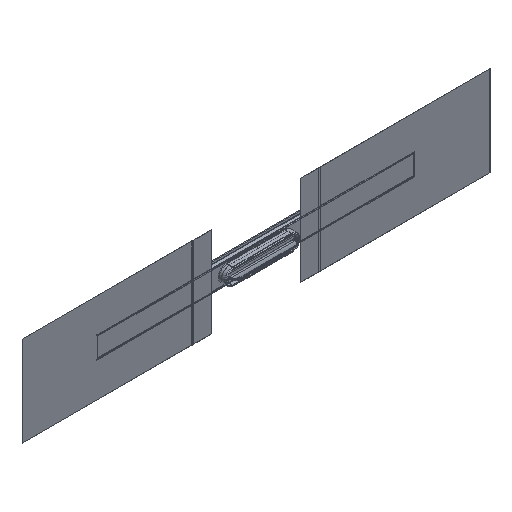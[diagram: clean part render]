
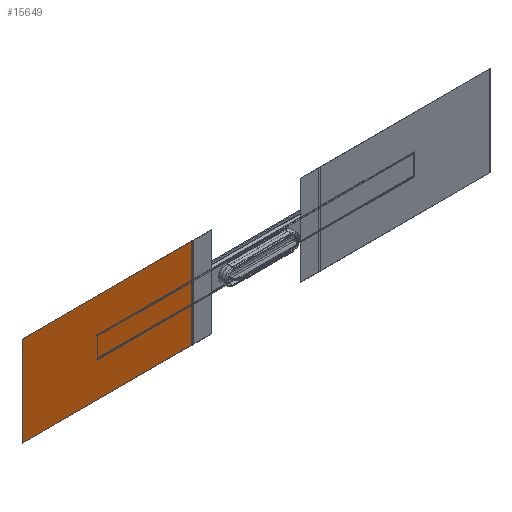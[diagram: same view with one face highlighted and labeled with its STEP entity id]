
A CAD part, isometric view. The second image highlights one B-rep face of the part: STEP entity #15649.
In plain terms, the highlighted planar face has unit normal (0, -1, 0).
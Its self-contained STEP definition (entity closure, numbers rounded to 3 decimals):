
#15610=CARTESIAN_POINT('Axis2P3D Location',(0.,0.,0.)) ;
#15615=CARTESIAN_POINT('Line Origine',(-55.,0.,0.)) ;
#15619=CARTESIAN_POINT('Vertex',(-55.,0.,126.535)) ;
#15621=CARTESIAN_POINT('Vertex',(-55.,0.,-126.535)) ;
#15624=CARTESIAN_POINT('Line Origine',(-293.5,0.,126.535)) ;
#15628=CARTESIAN_POINT('Vertex',(-532.,0.,126.535)) ;
#15631=CARTESIAN_POINT('Line Origine',(-532.,0.,0.)) ;
#15635=CARTESIAN_POINT('Vertex',(-532.,0.,-126.535)) ;
#15638=CARTESIAN_POINT('Line Origine',(-293.5,0.,-126.535)) ;
#15617=VECTOR('Line Direction',#15616,1.) ;
#15626=VECTOR('Line Direction',#15625,1.) ;
#15633=VECTOR('Line Direction',#15632,1.) ;
#15640=VECTOR('Line Direction',#15639,1.) ;
#15611=DIRECTION('Axis2P3D Direction',(-0.,1.,0.)) ;
#15612=DIRECTION('Axis2P3D XDirection',(1.,0.,0.)) ;
#15616=DIRECTION('Vector Direction',(0.,0.,-1.)) ;
#15625=DIRECTION('Vector Direction',(1.,0.,0.)) ;
#15632=DIRECTION('Vector Direction',(0.,0.,1.)) ;
#15639=DIRECTION('Vector Direction',(-1.,0.,0.)) ;
#15613=AXIS2_PLACEMENT_3D('Plane Axis2P3D',#15610,#15611,#15612) ;
#15618=LINE('Line',#15615,#15617) ;
#15627=LINE('Line',#15624,#15626) ;
#15634=LINE('Line',#15631,#15633) ;
#15641=LINE('Line',#15638,#15640) ;
#15614=PLANE('',#15613) ;
#15623=EDGE_CURVE('',#15620,#15622,#15618,.T.) ;
#15630=EDGE_CURVE('',#15629,#15620,#15627,.T.) ;
#15637=EDGE_CURVE('',#15636,#15629,#15634,.T.) ;
#15642=EDGE_CURVE('',#15622,#15636,#15641,.T.) ;
#15644=ORIENTED_EDGE('',*,*,#15623,.F.) ;
#15645=ORIENTED_EDGE('',*,*,#15630,.F.) ;
#15646=ORIENTED_EDGE('',*,*,#15637,.F.) ;
#15647=ORIENTED_EDGE('',*,*,#15642,.F.) ;
#15643=EDGE_LOOP('',(#15644,#15645,#15646,#15647)) ;
#15620=VERTEX_POINT('',#15619) ;
#15622=VERTEX_POINT('',#15621) ;
#15629=VERTEX_POINT('',#15628) ;
#15636=VERTEX_POINT('',#15635) ;
#15649=ADVANCED_FACE('Hauptk\X2\00F6\X0\rper',(#15648),#15614,.F.) ;
#15648=FACE_OUTER_BOUND('',#15643,.T.) ;
